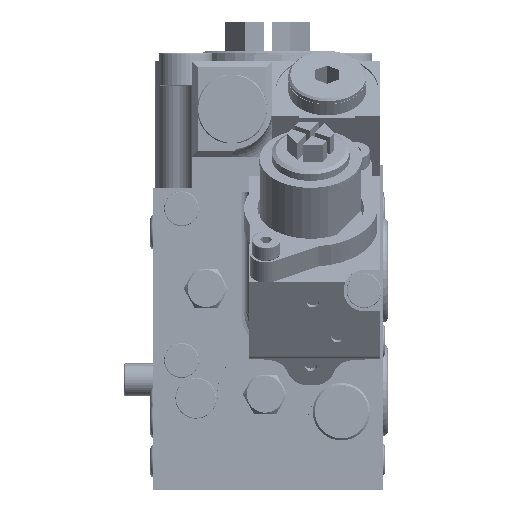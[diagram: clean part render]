
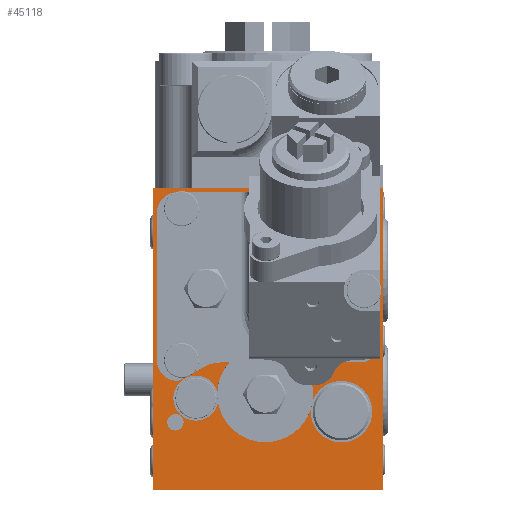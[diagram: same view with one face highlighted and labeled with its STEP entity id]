
A CAD part, front view. The second image highlights one B-rep face of the part: STEP entity #45118.
In plain terms, the highlighted planar face has unit normal (0, -1, 0).
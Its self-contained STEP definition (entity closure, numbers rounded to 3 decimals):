
#250=ELLIPSE('',#64357,2.333,2.);
#253=ELLIPSE('',#64362,2.412,2.);
#4871=CIRCLE('',#64190,11.7);
#4873=CIRCLE('',#64192,11.7);
#4898=CIRCLE('',#64238,9.5);
#4931=CIRCLE('',#64312,2.);
#4947=CIRCLE('',#64348,7.5);
#4954=CIRCLE('',#64373,2.);
#4956=CIRCLE('',#64378,2.);
#4958=CIRCLE('',#64382,2.);
#4960=CIRCLE('',#64386,2.);
#4964=CIRCLE('',#64393,5.5);
#5110=CIRCLE('',#64698,2.067);
#5111=CIRCLE('',#64699,2.067);
#5112=CIRCLE('',#64700,2.067);
#14848=ORIENTED_EDGE('',*,*,#19984,.T.);
#14849=ORIENTED_EDGE('',*,*,#19985,.T.);
#14850=ORIENTED_EDGE('',*,*,#19986,.T.);
#14851=ORIENTED_EDGE('',*,*,#19987,.T.);
#14852=ORIENTED_EDGE('',*,*,#19988,.T.);
#14853=ORIENTED_EDGE('',*,*,#19989,.T.);
#14854=ORIENTED_EDGE('',*,*,#19990,.T.);
#14855=ORIENTED_EDGE('',*,*,#19735,.T.);
#14856=ORIENTED_EDGE('',*,*,#19732,.T.);
#14857=ORIENTED_EDGE('',*,*,#19725,.T.);
#14858=ORIENTED_EDGE('',*,*,#19715,.T.);
#14859=ORIENTED_EDGE('',*,*,#19705,.F.);
#14860=ORIENTED_EDGE('',*,*,#19701,.F.);
#14861=ORIENTED_EDGE('',*,*,#19670,.F.);
#14862=ORIENTED_EDGE('',*,*,#19575,.F.);
#14863=ORIENTED_EDGE('',*,*,#19533,.T.);
#14864=ORIENTED_EDGE('',*,*,#19693,.T.);
#14865=ORIENTED_EDGE('',*,*,#19529,.T.);
#14866=ORIENTED_EDGE('',*,*,#19742,.T.);
#19529=EDGE_CURVE('',#23830,#23831,#4871,.T.);
#19533=EDGE_CURVE('',#23835,#23834,#4873,.T.);
#19575=EDGE_CURVE('',#23873,#23873,#4898,.T.);
#19670=EDGE_CURVE('',#23959,#23959,#4931,.T.);
#19693=EDGE_CURVE('',#23834,#23830,#4947,.T.);
#19701=EDGE_CURVE('',#23990,#23990,#250,.T.);
#19705=EDGE_CURVE('',#23993,#23993,#253,.T.);
#19715=EDGE_CURVE('',#24001,#24001,#4954,.T.);
#19725=EDGE_CURVE('',#24011,#24011,#4956,.T.);
#19732=EDGE_CURVE('',#24017,#24017,#4958,.T.);
#19735=EDGE_CURVE('',#24021,#24021,#4960,.T.);
#19742=EDGE_CURVE('',#23831,#23835,#4964,.T.);
#19984=EDGE_CURVE('',#24229,#24230,#25964,.T.);
#19985=EDGE_CURVE('',#24230,#24231,#25965,.T.);
#19986=EDGE_CURVE('',#24231,#24232,#25966,.T.);
#19987=EDGE_CURVE('',#24232,#24229,#25967,.T.);
#19988=EDGE_CURVE('',#24233,#24233,#5110,.T.);
#19989=EDGE_CURVE('',#24234,#24234,#5111,.T.);
#19990=EDGE_CURVE('',#24235,#24235,#5112,.T.);
#23830=VERTEX_POINT('',#98794);
#23831=VERTEX_POINT('',#98795);
#23834=VERTEX_POINT('',#98801);
#23835=VERTEX_POINT('',#98803);
#23873=VERTEX_POINT('',#99012);
#23959=VERTEX_POINT('',#99593);
#23990=VERTEX_POINT('',#99777);
#23993=VERTEX_POINT('',#99789);
#24001=VERTEX_POINT('',#99849);
#24011=VERTEX_POINT('',#99950);
#24017=VERTEX_POINT('',#100020);
#24021=VERTEX_POINT('',#100059);
#24229=VERTEX_POINT('',#100918);
#24230=VERTEX_POINT('',#100919);
#24231=VERTEX_POINT('',#100921);
#24232=VERTEX_POINT('',#100923);
#24233=VERTEX_POINT('',#100926);
#24234=VERTEX_POINT('',#100928);
#24235=VERTEX_POINT('',#100930);
#25964=LINE('',#100917,#27697);
#25965=LINE('',#100920,#27698);
#25966=LINE('',#100922,#27699);
#25967=LINE('',#100924,#27700);
#27697=VECTOR('',#78856,1000.);
#27698=VECTOR('',#78857,1000.);
#27699=VECTOR('',#78858,1000.);
#27700=VECTOR('',#78859,1000.);
#33648=EDGE_LOOP('',(#14848,#14849,#14850,#14851));
#33649=EDGE_LOOP('',(#14852));
#33650=EDGE_LOOP('',(#14853));
#33651=EDGE_LOOP('',(#14854));
#33652=EDGE_LOOP('',(#14855));
#33653=EDGE_LOOP('',(#14856));
#33654=EDGE_LOOP('',(#14857));
#33655=EDGE_LOOP('',(#14858));
#33656=EDGE_LOOP('',(#14859));
#33657=EDGE_LOOP('',(#14860));
#33658=EDGE_LOOP('',(#14861));
#33659=EDGE_LOOP('',(#14862));
#33660=EDGE_LOOP('',(#14863,#14864,#14865,#14866));
#39849=FACE_BOUND('',#33648,.T.);
#39850=FACE_BOUND('',#33649,.T.);
#39851=FACE_BOUND('',#33650,.T.);
#39852=FACE_BOUND('',#33651,.T.);
#39853=FACE_BOUND('',#33652,.T.);
#39854=FACE_BOUND('',#33653,.T.);
#39855=FACE_BOUND('',#33654,.T.);
#39856=FACE_BOUND('',#33655,.T.);
#39857=FACE_BOUND('',#33656,.T.);
#39858=FACE_BOUND('',#33657,.T.);
#39859=FACE_BOUND('',#33658,.T.);
#39860=FACE_BOUND('',#33659,.T.);
#39861=FACE_BOUND('',#33660,.T.);
#41687=PLANE('',#64697);
#45118=ADVANCED_FACE('',(#39849,#39850,#39851,#39852,#39853,#39854,#39855,
#39856,#39857,#39858,#39859,#39860,#39861),#41687,.T.);
#64190=AXIS2_PLACEMENT_3D('',#98793,#77762,#77763);
#64192=AXIS2_PLACEMENT_3D('',#98802,#77768,#77769);
#64238=AXIS2_PLACEMENT_3D('',#99011,#77866,#77867);
#64312=AXIS2_PLACEMENT_3D('',#99592,#78020,#78021);
#64348=AXIS2_PLACEMENT_3D('',#99718,#78092,#78093);
#64357=AXIS2_PLACEMENT_3D('',#99776,#78110,#78111);
#64362=AXIS2_PLACEMENT_3D('',#99788,#78120,#78121);
#64373=AXIS2_PLACEMENT_3D('',#99848,#78142,#78143);
#64378=AXIS2_PLACEMENT_3D('',#99949,#78152,#78153);
#64382=AXIS2_PLACEMENT_3D('',#100019,#78160,#78161);
#64386=AXIS2_PLACEMENT_3D('',#100058,#78168,#78169);
#64393=AXIS2_PLACEMENT_3D('',#100094,#78182,#78183);
#64697=AXIS2_PLACEMENT_3D('',#100916,#78854,#78855);
#64698=AXIS2_PLACEMENT_3D('',#100925,#78860,#78861);
#64699=AXIS2_PLACEMENT_3D('',#100927,#78862,#78863);
#64700=AXIS2_PLACEMENT_3D('',#100929,#78864,#78865);
#77762=DIRECTION('',(0.,1.,0.));
#77763=DIRECTION('',(0.,0.,-1.));
#77768=DIRECTION('',(0.,1.,0.));
#77769=DIRECTION('',(0.,0.,-1.));
#77866=DIRECTION('',(0.,-1.,0.));
#77867=DIRECTION('',(0.,0.,-1.));
#78020=DIRECTION('',(0.,-1.,0.));
#78021=DIRECTION('',(0.,0.,-1.));
#78092=DIRECTION('',(0.,1.,0.));
#78093=DIRECTION('',(0.,0.,-1.));
#78110=DIRECTION('',(0.,-1.,0.));
#78111=DIRECTION('',(0.,0.,1.));
#78120=DIRECTION('',(0.,-1.,0.));
#78121=DIRECTION('',(0.,0.,1.));
#78142=DIRECTION('',(0.,1.,0.));
#78143=DIRECTION('',(0.,0.,-1.));
#78152=DIRECTION('',(0.,1.,0.));
#78153=DIRECTION('',(0.,0.,-1.));
#78160=DIRECTION('',(0.,1.,0.));
#78161=DIRECTION('',(0.,0.,-1.));
#78168=DIRECTION('',(0.,1.,0.));
#78169=DIRECTION('',(0.,0.,-1.));
#78182=DIRECTION('',(0.,1.,0.));
#78183=DIRECTION('',(0.,0.,-1.));
#78854=DIRECTION('',(0.,-1.,0.));
#78855=DIRECTION('',(0.,0.,-1.));
#78856=DIRECTION('',(0.,0.,-1.));
#78857=DIRECTION('',(1.,0.,0.));
#78858=DIRECTION('',(0.,0.,1.));
#78859=DIRECTION('',(-1.,0.,0.));
#78860=DIRECTION('',(0.,1.,0.));
#78861=DIRECTION('',(0.,0.,-1.));
#78862=DIRECTION('',(0.,1.,0.));
#78863=DIRECTION('',(0.,0.,-1.));
#78864=DIRECTION('',(0.,1.,0.));
#78865=DIRECTION('',(0.,0.,-1.));
#98793=CARTESIAN_POINT('',(-54.8,-68.,-13.45));
#98794=CARTESIAN_POINT('',(-43.673,-68.,-17.067));
#98795=CARTESIAN_POINT('',(-66.315,-68.,-15.52));
#98801=CARTESIAN_POINT('',(-43.206,-68.,-15.024));
#98802=CARTESIAN_POINT('',(-54.8,-68.,-13.45));
#98803=CARTESIAN_POINT('',(-66.475,-68.,-12.683));
#99011=CARTESIAN_POINT('',(-64.,-68.,12.3));
#99012=CARTESIAN_POINT('',(-64.,-68.,2.8));
#99592=CARTESIAN_POINT('',(-38.,-68.,0.3));
#99593=CARTESIAN_POINT('',(-38.,-68.,-1.7));
#99718=CARTESIAN_POINT('',(-36.2,-68.,-17.7));
#99776=CARTESIAN_POINT('',(-36.7,-68.,22.8));
#99777=CARTESIAN_POINT('',(-36.7,-68.,25.133));
#99788=CARTESIAN_POINT('',(-42.7,-68.,12.8));
#99789=CARTESIAN_POINT('',(-42.7,-68.,15.212));
#99848=CARTESIAN_POINT('',(-76.7,-68.,-20.3));
#99849=CARTESIAN_POINT('',(-76.7,-68.,-22.3));
#99949=CARTESIAN_POINT('',(-45.7,-68.,0.7));
#99950=CARTESIAN_POINT('',(-45.7,-68.,-1.3));
#100019=CARTESIAN_POINT('',(-42.7,-68.,31.8));
#100020=CARTESIAN_POINT('',(-42.7,-68.,29.8));
#100058=CARTESIAN_POINT('',(-77.5,-68.,0.3));
#100059=CARTESIAN_POINT('',(-77.5,-68.,-1.7));
#100094=CARTESIAN_POINT('',(-71.7,-68.,-14.4));
#100916=CARTESIAN_POINT('',(-54.2,-68.,0.));
#100917=CARTESIAN_POINT('',(-82.2,-68.,36.8));
#100918=CARTESIAN_POINT('',(-82.2,-68.,36.8));
#100919=CARTESIAN_POINT('',(-82.2,-68.,-36.8));
#100920=CARTESIAN_POINT('',(-82.2,-68.,-36.8));
#100921=CARTESIAN_POINT('',(-26.2,-68.,-36.8));
#100922=CARTESIAN_POINT('',(-26.2,-68.,-36.8));
#100923=CARTESIAN_POINT('',(-26.2,-68.,36.8));
#100924=CARTESIAN_POINT('',(-26.2,-68.,36.8));
#100925=CARTESIAN_POINT('',(-75.2,-68.,31.8));
#100926=CARTESIAN_POINT('',(-75.2,-68.,29.733));
#100927=CARTESIAN_POINT('',(-30.7,-68.,11.8));
#100928=CARTESIAN_POINT('',(-30.7,-68.,9.733));
#100929=CARTESIAN_POINT('',(-75.2,-68.,-5.2));
#100930=CARTESIAN_POINT('',(-75.2,-68.,-7.267));
